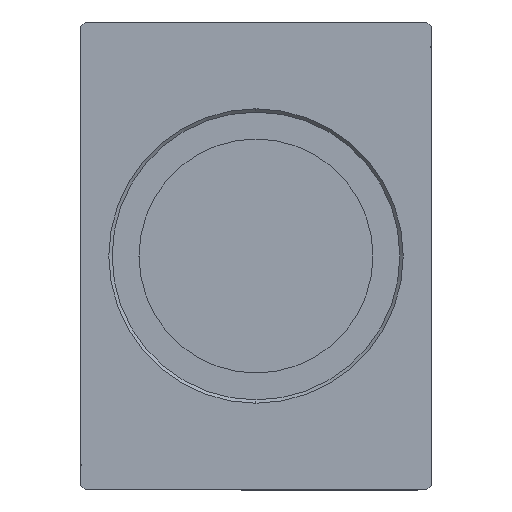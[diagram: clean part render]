
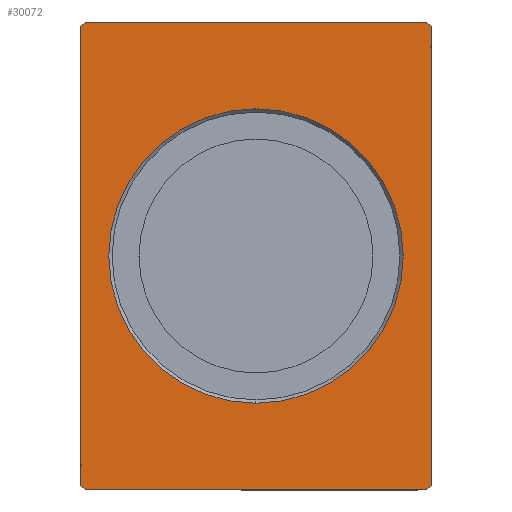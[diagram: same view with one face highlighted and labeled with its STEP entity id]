
A CAD part, left-side view. The second image highlights one B-rep face of the part: STEP entity #30072.
In plain terms, the highlighted planar face has unit normal (-1, 0, 0).
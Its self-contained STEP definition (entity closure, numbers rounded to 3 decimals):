
#180 = ORIENTED_EDGE ( 'NONE', *, *, #18536, .F. ) ;
#512 = CARTESIAN_POINT ( 'NONE',  ( 0., -36.5, 50. ) ) ;
#1403 = DIRECTION ( 'NONE',  ( 0., 0., 1. ) ) ;
#1584 = LINE ( 'NONE', #32471, #37420 ) ;
#1666 = VECTOR ( 'NONE', #24996, 1000. ) ;
#3141 = CARTESIAN_POINT ( 'NONE',  ( 0., -36.5, -50. ) ) ;
#3376 = VERTEX_POINT ( 'NONE', #28119 ) ;
#4226 = FACE_BOUND ( 'NONE', #32580, .T. ) ;
#4648 = DIRECTION ( 'NONE',  ( 1., 0., 0. ) ) ;
#4733 = CARTESIAN_POINT ( 'NONE',  ( 0., -37.5, 49. ) ) ;
#4819 = VERTEX_POINT ( 'NONE', #31105 ) ;
#4864 = VERTEX_POINT ( 'NONE', #21805 ) ;
#5346 = CARTESIAN_POINT ( 'NONE',  ( 0., 0., -31.45 ) ) ;
#5766 = AXIS2_PLACEMENT_3D ( 'NONE', #18392, #27908, #37849 ) ;
#6254 = LINE ( 'NONE', #3141, #8999 ) ;
#6504 = ORIENTED_EDGE ( 'NONE', *, *, #27899, .T. ) ;
#6763 = ORIENTED_EDGE ( 'NONE', *, *, #23308, .F. ) ;
#7164 = ORIENTED_EDGE ( 'NONE', *, *, #26806, .T. ) ;
#8206 = AXIS2_PLACEMENT_3D ( 'NONE', #13772, #4648, #39052 ) ;
#8261 = CARTESIAN_POINT ( 'NONE',  ( 0., 36.5, 50. ) ) ;
#8415 = LINE ( 'NONE', #40125, #1666 ) ;
#8999 = VECTOR ( 'NONE', #15798, 1000. ) ;
#10818 = CIRCLE ( 'NONE', #14107, 31.45 ) ;
#12870 = VERTEX_POINT ( 'NONE', #34592 ) ;
#13187 = VERTEX_POINT ( 'NONE', #37869 ) ;
#13250 = LINE ( 'NONE', #4733, #19015 ) ;
#13772 = CARTESIAN_POINT ( 'NONE',  ( 0., 0., 0. ) ) ;
#14107 = AXIS2_PLACEMENT_3D ( 'NONE', #20785, #14136, #33196 ) ;
#14136 = DIRECTION ( 'NONE',  ( 1., 0., 0. ) ) ;
#14834 = CARTESIAN_POINT ( 'NONE',  ( 0., 36.5, -50. ) ) ;
#15062 = EDGE_CURVE ( 'NONE', #12870, #33057, #18593, .T. ) ;
#15269 = CARTESIAN_POINT ( 'NONE',  ( 0., 37.5, 49. ) ) ;
#15798 = DIRECTION ( 'NONE',  ( 0., 1., 0. ) ) ;
#16786 = VERTEX_POINT ( 'NONE', #5346 ) ;
#16877 = FACE_OUTER_BOUND ( 'NONE', #24684, .T. ) ;
#17171 = CARTESIAN_POINT ( 'NONE',  ( 0., 37.5, -49. ) ) ;
#17629 = ORIENTED_EDGE ( 'NONE', *, *, #19366, .F. ) ;
#18024 = CARTESIAN_POINT ( 'NONE',  ( 0., -36.5, 50. ) ) ;
#18392 = CARTESIAN_POINT ( 'NONE',  ( 0., 0., 0. ) ) ;
#18536 = EDGE_CURVE ( 'NONE', #33057, #30302, #8415, .T. ) ;
#18593 = LINE ( 'NONE', #15269, #39331 ) ;
#19015 = VECTOR ( 'NONE', #38730, 1000. ) ;
#19366 = EDGE_CURVE ( 'NONE', #4819, #12870, #19675, .T. ) ;
#19675 = LINE ( 'NONE', #17171, #27420 ) ;
#20785 = CARTESIAN_POINT ( 'NONE',  ( 0., 0., 0. ) ) ;
#21276 = DIRECTION ( 'NONE',  ( 0., 0.707, 0.707 ) ) ;
#21805 = CARTESIAN_POINT ( 'NONE',  ( 0., -37.5, -49. ) ) ;
#21850 = EDGE_CURVE ( 'NONE', #25036, #4819, #28090, .T. ) ;
#23308 = EDGE_CURVE ( 'NONE', #4864, #3376, #1584, .T. ) ;
#24684 = EDGE_LOOP ( 'NONE', ( #31696, #17629, #38520, #30211, #6763, #25891, #24835, #180 ) ) ;
#24835 = ORIENTED_EDGE ( 'NONE', *, *, #40746, .F. ) ;
#24996 = DIRECTION ( 'NONE',  ( 0., -1., 0. ) ) ;
#25036 = VERTEX_POINT ( 'NONE', #38551 ) ;
#25661 = VECTOR ( 'NONE', #32413, 1000. ) ;
#25891 = ORIENTED_EDGE ( 'NONE', *, *, #39059, .F. ) ;
#26059 = DIRECTION ( 'NONE',  ( 0., 0.707, -0.707 ) ) ;
#26806 = EDGE_CURVE ( 'NONE', #13187, #16786, #32217, .T. ) ;
#27420 = VECTOR ( 'NONE', #1403, 1000. ) ;
#27899 = EDGE_CURVE ( 'NONE', #16786, #13187, #10818, .T. ) ;
#27908 = DIRECTION ( 'NONE',  ( 1., 0., 0. ) ) ;
#28090 = LINE ( 'NONE', #14834, #32747 ) ;
#28119 = CARTESIAN_POINT ( 'NONE',  ( 0., -36.5, -50. ) ) ;
#29509 = PLANE ( 'NONE',  #8206 ) ;
#30072 = ADVANCED_FACE ( 'NONE', ( #4226, #16877 ), #29509, .F. ) ;
#30211 = ORIENTED_EDGE ( 'NONE', *, *, #35080, .F. ) ;
#30302 = VERTEX_POINT ( 'NONE', #18024 ) ;
#31004 = DIRECTION ( 'NONE',  ( 0., -0.707, 0.707 ) ) ;
#31105 = CARTESIAN_POINT ( 'NONE',  ( 0., 37.5, -49. ) ) ;
#31696 = ORIENTED_EDGE ( 'NONE', *, *, #15062, .F. ) ;
#32217 = CIRCLE ( 'NONE', #5766, 31.45 ) ;
#32413 = DIRECTION ( 'NONE',  ( 0., -0.707, -0.707 ) ) ;
#32471 = CARTESIAN_POINT ( 'NONE',  ( 0., -37.5, -49. ) ) ;
#32580 = EDGE_LOOP ( 'NONE', ( #7164, #6504 ) ) ;
#32747 = VECTOR ( 'NONE', #21276, 1000. ) ;
#33057 = VERTEX_POINT ( 'NONE', #8261 ) ;
#33196 = DIRECTION ( 'NONE',  ( 0., 0., -1. ) ) ;
#34592 = CARTESIAN_POINT ( 'NONE',  ( 0., 37.5, 49. ) ) ;
#35080 = EDGE_CURVE ( 'NONE', #3376, #25036, #6254, .T. ) ;
#36194 = CARTESIAN_POINT ( 'NONE',  ( 0., -37.5, 49. ) ) ;
#37420 = VECTOR ( 'NONE', #26059, 1000. ) ;
#37849 = DIRECTION ( 'NONE',  ( 0., 0., -1. ) ) ;
#37869 = CARTESIAN_POINT ( 'NONE',  ( 0., 0., 31.45 ) ) ;
#38436 = LINE ( 'NONE', #512, #25661 ) ;
#38520 = ORIENTED_EDGE ( 'NONE', *, *, #21850, .F. ) ;
#38551 = CARTESIAN_POINT ( 'NONE',  ( 0., 36.5, -50. ) ) ;
#38730 = DIRECTION ( 'NONE',  ( 0., 0., -1. ) ) ;
#39052 = DIRECTION ( 'NONE',  ( 0., 0., -1. ) ) ;
#39059 = EDGE_CURVE ( 'NONE', #39632, #4864, #13250, .T. ) ;
#39331 = VECTOR ( 'NONE', #31004, 1000. ) ;
#39632 = VERTEX_POINT ( 'NONE', #36194 ) ;
#40125 = CARTESIAN_POINT ( 'NONE',  ( 0., 36.5, 50. ) ) ;
#40746 = EDGE_CURVE ( 'NONE', #30302, #39632, #38436, .T. ) ;
